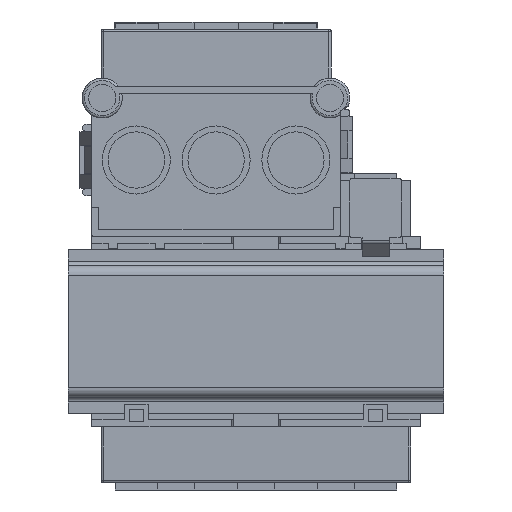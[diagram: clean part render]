
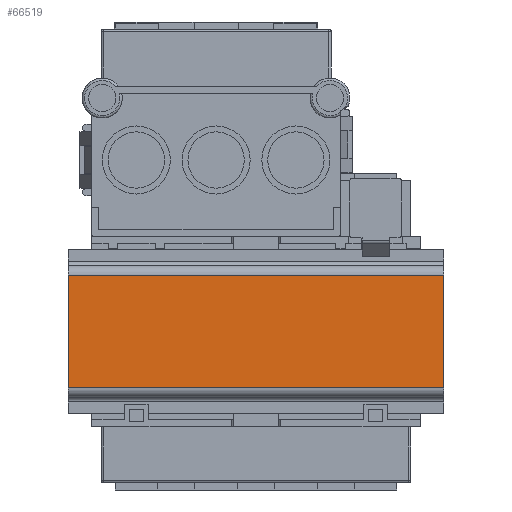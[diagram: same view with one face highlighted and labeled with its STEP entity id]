
A CAD part, front view. The second image highlights one B-rep face of the part: STEP entity #66519.
In plain terms, the highlighted planar face has unit normal (0, -1, 0).
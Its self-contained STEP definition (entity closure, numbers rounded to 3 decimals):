
#66191=DIRECTION('',(1.,0.,0.));
#66192=VECTOR('',#66191,24.);
#66193=CARTESIAN_POINT('',(-12.,0.,-40.));
#66194=LINE('',#66193,#66192);
#66195=DIRECTION('',(0.,0.,1.));
#66196=VECTOR('',#66195,80.);
#66197=CARTESIAN_POINT('',(12.,0.,-40.));
#66198=LINE('',#66197,#66196);
#66199=DIRECTION('',(0.,0.,1.));
#66200=VECTOR('',#66199,80.);
#66201=CARTESIAN_POINT('',(-12.,0.,-40.));
#66202=LINE('',#66201,#66200);
#66280=DIRECTION('',(1.,0.,0.));
#66281=VECTOR('',#66280,24.);
#66282=CARTESIAN_POINT('',(-12.,0.,40.));
#66283=LINE('',#66282,#66281);
#66363=CARTESIAN_POINT('',(12.,0.,-40.));
#66365=VERTEX_POINT('',#66363);
#66401=CARTESIAN_POINT('',(-12.,0.,-40.));
#66402=VERTEX_POINT('',#66401);
#66403=CARTESIAN_POINT('',(12.,0.,40.));
#66405=VERTEX_POINT('',#66403);
#66441=CARTESIAN_POINT('',(-12.,0.,40.));
#66442=VERTEX_POINT('',#66441);
#66506=CARTESIAN_POINT('',(-12.,0.,-40.));
#66507=DIRECTION('',(0.,-1.,0.));
#66508=DIRECTION('',(1.,0.,0.));
#66509=AXIS2_PLACEMENT_3D('',#66506,#66507,#66508);
#66510=PLANE('',#66509);
#66511=ORIENTED_EDGE('',*,*,#66486,.F.);
#66513=ORIENTED_EDGE('',*,*,#66512,.T.);
#66515=ORIENTED_EDGE('',*,*,#66514,.T.);
#66516=ORIENTED_EDGE('',*,*,#66497,.F.);
#66517=EDGE_LOOP('',(#66511,#66513,#66515,#66516));
#66518=FACE_OUTER_BOUND('',#66517,.F.);
#66486=EDGE_CURVE('',#66402,#66365,#66194,.T.);
#66497=EDGE_CURVE('',#66365,#66405,#66198,.T.);
#66512=EDGE_CURVE('',#66402,#66442,#66202,.T.);
#66514=EDGE_CURVE('',#66442,#66405,#66283,.T.);
#66519=ADVANCED_FACE('',(#66518),#66510,.T.);
